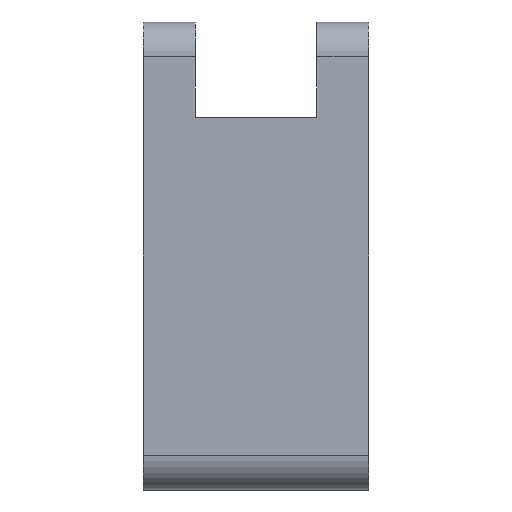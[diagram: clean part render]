
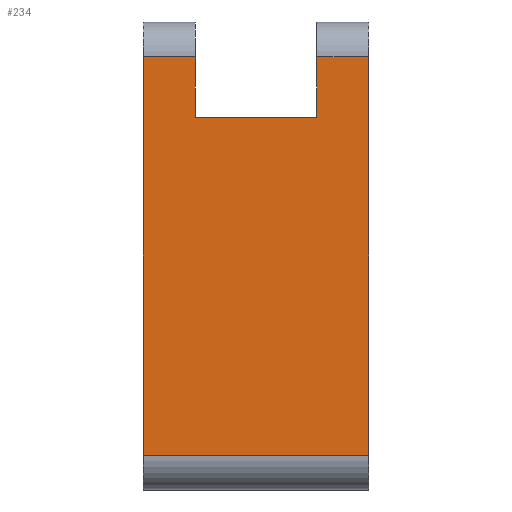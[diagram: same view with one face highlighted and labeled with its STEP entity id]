
A CAD part, left-side view. The second image highlights one B-rep face of the part: STEP entity #234.
In plain terms, the highlighted planar face has unit normal (-1, 0, 0).
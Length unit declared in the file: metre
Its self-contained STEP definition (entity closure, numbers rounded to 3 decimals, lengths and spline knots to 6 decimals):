
#20=LINE('',#361,#38);
#23=LINE('',#367,#41);
#25=LINE('',#375,#43);
#27=LINE('',#386,#45);
#29=LINE('',#401,#47);
#30=LINE('',#403,#48);
#31=LINE('',#404,#49);
#32=LINE('',#405,#50);
#38=VECTOR('',#290,1.);
#41=VECTOR('',#295,1.);
#43=VECTOR('',#303,1.);
#45=VECTOR('',#313,1.);
#47=VECTOR('',#327,1.);
#48=VECTOR('',#330,1.);
#49=VECTOR('',#331,1.);
#50=VECTOR('',#332,1.);
#80=ORIENTED_EDGE('',*,*,#130,.T.);
#81=ORIENTED_EDGE('',*,*,#138,.T.);
#82=ORIENTED_EDGE('',*,*,#137,.F.);
#83=ORIENTED_EDGE('',*,*,#139,.T.);
#84=ORIENTED_EDGE('',*,*,#118,.T.);
#85=ORIENTED_EDGE('',*,*,#121,.F.);
#86=ORIENTED_EDGE('',*,*,#125,.F.);
#87=ORIENTED_EDGE('',*,*,#140,.T.);
#118=EDGE_CURVE('',#145,#148,#20,.T.);
#121=EDGE_CURVE('',#150,#148,#23,.T.);
#125=EDGE_CURVE('',#153,#150,#25,.T.);
#130=EDGE_CURVE('',#159,#158,#27,.T.);
#137=EDGE_CURVE('',#165,#162,#29,.T.);
#138=EDGE_CURVE('',#158,#162,#30,.T.);
#139=EDGE_CURVE('',#165,#145,#31,.F.);
#140=EDGE_CURVE('',#153,#159,#32,.F.);
#145=VERTEX_POINT('',#355);
#148=VERTEX_POINT('',#360);
#150=VERTEX_POINT('',#366);
#153=VERTEX_POINT('',#374);
#158=VERTEX_POINT('',#385);
#159=VERTEX_POINT('',#387);
#162=VERTEX_POINT('',#395);
#165=VERTEX_POINT('',#400);
#189=EDGE_LOOP('',(#80,#81,#82,#83,#84,#85,#86,#87));
#211=FACE_BOUND('',#189,.T.);
#227=PLANE('',#272);
#234=ADVANCED_FACE('',(#211),#227,.T.);
#272=AXIS2_PLACEMENT_3D('',#402,#328,#329);
#290=DIRECTION('',(0.,0.,-1.));
#295=DIRECTION('',(0.,-1.,0.));
#303=DIRECTION('',(0.,0.,-1.));
#313=DIRECTION('',(0.,0.,-1.));
#327=DIRECTION('',(0.,0.,-1.));
#328=DIRECTION('',(-1.,0.,0.));
#329=DIRECTION('',(0.,-1.,0.));
#330=DIRECTION('',(0.,-1.,0.));
#331=DIRECTION('',(0.,-1.,0.));
#332=DIRECTION('',(0.,-1.,0.));
#355=CARTESIAN_POINT('',(-0.04,-0.0035,0.026));
#360=CARTESIAN_POINT('',(-0.04,-0.0035,0.0225));
#361=CARTESIAN_POINT('',(-0.04,-0.0035,0.02525));
#366=CARTESIAN_POINT('',(-0.04,0.0035,0.0225));
#367=CARTESIAN_POINT('',(-0.04,0.,0.0225));
#374=CARTESIAN_POINT('',(-0.04,0.0035,0.026));
#375=CARTESIAN_POINT('',(-0.04,0.0035,0.02525));
#385=CARTESIAN_POINT('',(-0.04,0.0065,0.003));
#386=CARTESIAN_POINT('',(-0.04,0.0065,0.0145));
#387=CARTESIAN_POINT('',(-0.04,0.0065,0.026));
#395=CARTESIAN_POINT('',(-0.04,-0.0065,0.003));
#400=CARTESIAN_POINT('',(-0.04,-0.0065,0.026));
#401=CARTESIAN_POINT('',(-0.04,-0.0065,0.0145));
#402=CARTESIAN_POINT('',(-0.04,0.,0.021));
#403=CARTESIAN_POINT('',(-0.04,-0.0065,0.003));
#404=CARTESIAN_POINT('',(-0.04,0.,0.026));
#405=CARTESIAN_POINT('',(-0.04,0.,0.026));
